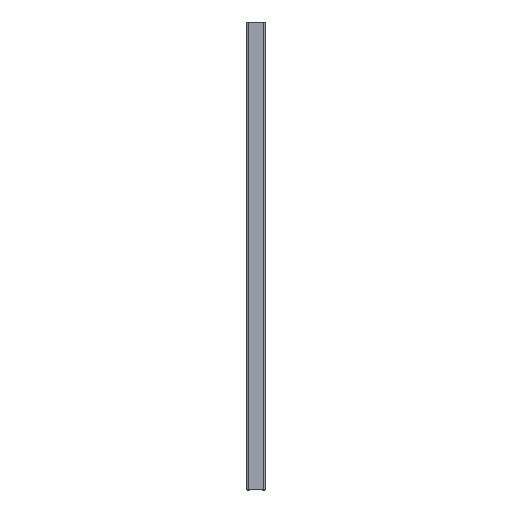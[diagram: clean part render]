
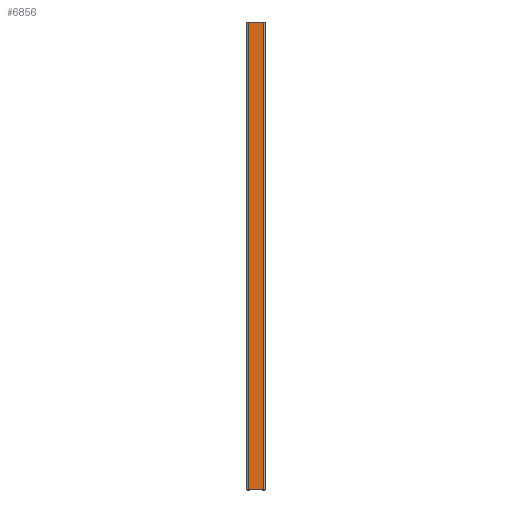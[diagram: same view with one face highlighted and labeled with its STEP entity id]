
A CAD part, left-side view. The second image highlights one B-rep face of the part: STEP entity #6856.
In plain terms, the highlighted face is planar.
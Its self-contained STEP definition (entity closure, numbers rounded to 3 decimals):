
#3368=ORIENTED_EDGE('',*,*,#4827,.T.);
#3369=ORIENTED_EDGE('',*,*,#4828,.F.);
#3370=ORIENTED_EDGE('',*,*,#4824,.F.);
#3371=ORIENTED_EDGE('',*,*,#4829,.T.);
#3994=VECTOR('',#5462,1.);
#3995=VECTOR('',#5469,1.);
#3996=VECTOR('',#5470,1.);
#3997=VECTOR('',#5471,1.);
#4298=LINE('',#6052,#3994);
#4299=LINE('',#6058,#3995);
#4300=LINE('',#6059,#3996);
#4301=LINE('',#6060,#3997);
#4588=VERTEX_POINT('',#6050);
#4589=VERTEX_POINT('',#6051);
#4590=VERTEX_POINT('',#6056);
#4591=VERTEX_POINT('',#6057);
#4824=EDGE_CURVE('',#4588,#4589,#4298,.T.);
#4827=EDGE_CURVE('',#4590,#4591,#4299,.T.);
#4828=EDGE_CURVE('',#4589,#4591,#4300,.T.);
#4829=EDGE_CURVE('',#4588,#4590,#4301,.T.);
#5114=EDGE_LOOP('',(#3368,#3369,#3370,#3371));
#5252=FACE_BOUND('',#5114,.T.);
#5462=DIRECTION('',(-1000.,0.,0.));
#5467=DIRECTION('',(0.,0.,-1.));
#5468=DIRECTION('',(0.,1.,0.));
#5469=DIRECTION('',(-1000.,0.,0.));
#5470=DIRECTION('',(0.,-34.,0.));
#5471=DIRECTION('',(0.,-34.,0.));
#6050=CARTESIAN_POINT('',(1000.,17.,-40.));
#6051=CARTESIAN_POINT('',(0.,17.,-40.));
#6052=CARTESIAN_POINT('',(1000.,17.,-40.));
#6055=CARTESIAN_POINT('',(1000.,-17.,-40.));
#6056=CARTESIAN_POINT('',(1000.,-17.,-40.));
#6057=CARTESIAN_POINT('',(0.,-17.,-40.));
#6058=CARTESIAN_POINT('',(1000.,-17.,-40.));
#6059=CARTESIAN_POINT('',(0.,17.,-40.));
#6060=CARTESIAN_POINT('',(1000.,17.,-40.));
#6624=AXIS2_PLACEMENT_3D('',#6055,#5467,#5468);
#6752=PLANE('',#6624);
#6856=ADVANCED_FACE('',(#5252),#6752,.T.);
